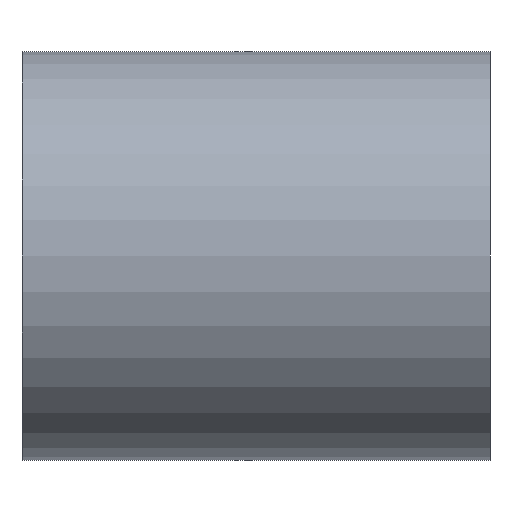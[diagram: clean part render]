
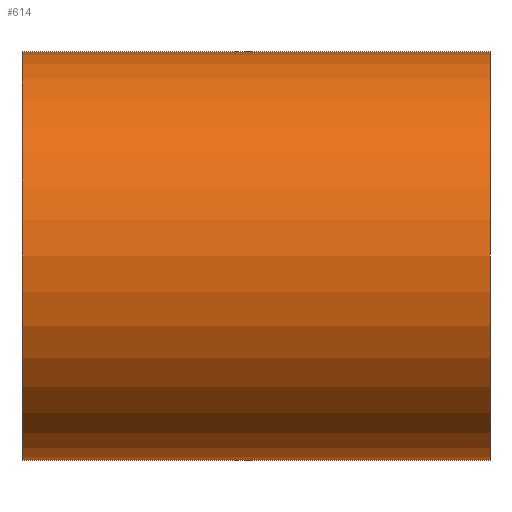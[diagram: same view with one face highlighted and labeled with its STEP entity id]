
A CAD part, left-side view. The second image highlights one B-rep face of the part: STEP entity #614.
In plain terms, the highlighted cylindrical face has radius 19.05 mm (diameter 38.1 mm), a partial arc.
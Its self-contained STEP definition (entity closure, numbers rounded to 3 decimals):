
#3 = DIRECTION ( 'NONE',  ( 0., 1., 0. ) ) ;
#22 = CIRCLE ( 'NONE', #366, 19.05 ) ;
#33 = AXIS2_PLACEMENT_3D ( 'NONE', #328, #3, #98 ) ;
#50 = DIRECTION ( 'NONE',  ( 0., 1., 0. ) ) ;
#52 = DIRECTION ( 'NONE',  ( 0., 0., 1. ) ) ;
#56 = CIRCLE ( 'NONE', #130, 19.05 ) ;
#76 = FACE_OUTER_BOUND ( 'NONE', #420, .T. ) ;
#79 = CARTESIAN_POINT ( 'NONE',  ( 0., 0., -19.05 ) ) ;
#98 = DIRECTION ( 'NONE',  ( 0., 0., 1. ) ) ;
#107 = ORIENTED_EDGE ( 'NONE', *, *, #505, .T. ) ;
#130 = AXIS2_PLACEMENT_3D ( 'NONE', #479, #194, #52 ) ;
#140 = CARTESIAN_POINT ( 'NONE',  ( 0., 161.376, -19.05 ) ) ;
#145 = EDGE_CURVE ( 'NONE', #301, #556, #22, .T. ) ;
#181 = VECTOR ( 'NONE', #618, 1000. ) ;
#194 = DIRECTION ( 'NONE',  ( 0., 1., 0. ) ) ;
#231 = CARTESIAN_POINT ( 'NONE',  ( 0., 43.6, -19.05 ) ) ;
#260 = VERTEX_POINT ( 'NONE', #231 ) ;
#277 = VERTEX_POINT ( 'NONE', #611 ) ;
#301 = VERTEX_POINT ( 'NONE', #79 ) ;
#328 = CARTESIAN_POINT ( 'NONE',  ( 0., 161.376, 0. ) ) ;
#336 = EDGE_CURVE ( 'NONE', #301, #260, #390, .T. ) ;
#344 = DIRECTION ( 'NONE',  ( 0., 1., 0. ) ) ;
#352 = CYLINDRICAL_SURFACE ( 'NONE', #33, 19.05 ) ;
#366 = AXIS2_PLACEMENT_3D ( 'NONE', #597, #344, #592 ) ;
#376 = ORIENTED_EDGE ( 'NONE', *, *, #336, .F. ) ;
#390 = LINE ( 'NONE', #140, #181 ) ;
#420 = EDGE_LOOP ( 'NONE', ( #376, #437, #107, #504 ) ) ;
#428 = CARTESIAN_POINT ( 'NONE',  ( 0., 161.376, 19.05 ) ) ;
#437 = ORIENTED_EDGE ( 'NONE', *, *, #145, .T. ) ;
#474 = VECTOR ( 'NONE', #50, 1000. ) ;
#479 = CARTESIAN_POINT ( 'NONE',  ( 0., 43.6, 0. ) ) ;
#499 = EDGE_CURVE ( 'NONE', #260, #277, #56, .T. ) ;
#504 = ORIENTED_EDGE ( 'NONE', *, *, #499, .F. ) ;
#505 = EDGE_CURVE ( 'NONE', #556, #277, #562, .T. ) ;
#556 = VERTEX_POINT ( 'NONE', #572 ) ;
#562 = LINE ( 'NONE', #428, #474 ) ;
#572 = CARTESIAN_POINT ( 'NONE',  ( 0., 0., 19.05 ) ) ;
#592 = DIRECTION ( 'NONE',  ( 0., 0., 1. ) ) ;
#597 = CARTESIAN_POINT ( 'NONE',  ( 0., 0., 0. ) ) ;
#611 = CARTESIAN_POINT ( 'NONE',  ( 0., 43.6, 19.05 ) ) ;
#614 = ADVANCED_FACE ( 'NONE', ( #76 ), #352, .T. ) ;
#618 = DIRECTION ( 'NONE',  ( 0., 1., 0. ) ) ;
